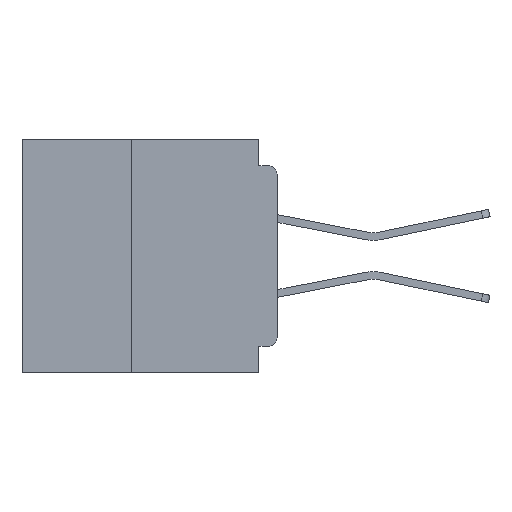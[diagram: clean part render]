
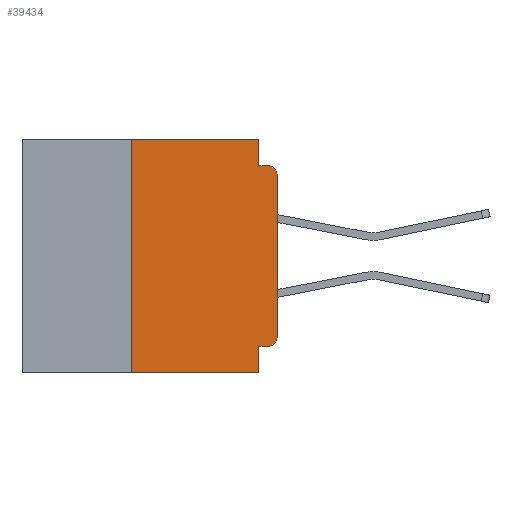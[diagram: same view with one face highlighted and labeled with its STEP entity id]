
A CAD part, left-side view. The second image highlights one B-rep face of the part: STEP entity #39434.
In plain terms, the highlighted planar face has unit normal (-1, 0, 0).
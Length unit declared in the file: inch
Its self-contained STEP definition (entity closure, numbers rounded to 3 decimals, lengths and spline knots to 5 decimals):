
#586 = VERTEX_POINT ( 'NONE', #33031 ) ;
#1173 = DIRECTION ( 'NONE',  ( 0., 1., 0. ) ) ;
#1324 = LINE ( 'NONE', #12169, #36915 ) ;
#1878 = CARTESIAN_POINT ( 'NONE',  ( 0., 0., -0.06 ) ) ;
#2046 = EDGE_CURVE ( 'NONE', #7667, #31438, #30588, .T. ) ;
#2358 = DIRECTION ( 'NONE',  ( 0., 0., -1. ) ) ;
#2542 = ORIENTED_EDGE ( 'NONE', *, *, #16423, .F. ) ;
#2681 = CARTESIAN_POINT ( 'NONE',  ( 0., 0.031, -0.4 ) ) ;
#3884 = VECTOR ( 'NONE', #1173, 39.37008 ) ;
#4450 = PLANE ( 'NONE',  #36813 ) ;
#5146 = CARTESIAN_POINT ( 'NONE',  ( 0., 0.031, -0.355 ) ) ;
#5546 = VERTEX_POINT ( 'NONE', #2681 ) ;
#5564 = CARTESIAN_POINT ( 'NONE',  ( 0., 0.25, 0. ) ) ;
#5817 = EDGE_LOOP ( 'NONE', ( #23150, #23571, #10894, #39530, #26649, #13472, #39073, #39770, #2542, #14745 ) ) ;
#6156 = CIRCLE ( 'NONE', #7111, 0.015 ) ;
#7111 = AXIS2_PLACEMENT_3D ( 'NONE', #43476, #23162, #2358 ) ;
#7653 = VERTEX_POINT ( 'NONE', #27938 ) ;
#7667 = VERTEX_POINT ( 'NONE', #24509 ) ;
#7760 = DIRECTION ( 'NONE',  ( 0., -1., 0. ) ) ;
#7979 = CARTESIAN_POINT ( 'NONE',  ( 0., 0.437, 0. ) ) ;
#8213 = DIRECTION ( 'NONE',  ( 0., 0., 1. ) ) ;
#8390 = VECTOR ( 'NONE', #8213, 39.37008 ) ;
#10636 = CARTESIAN_POINT ( 'NONE',  ( 0., 0., -0.045 ) ) ;
#10848 = CARTESIAN_POINT ( 'NONE',  ( 0., 0.437, -0.4 ) ) ;
#10894 = ORIENTED_EDGE ( 'NONE', *, *, #12468, .F. ) ;
#11331 = EDGE_CURVE ( 'NONE', #12619, #5546, #34113, .T. ) ;
#11409 = VECTOR ( 'NONE', #34845, 39.37008 ) ;
#11461 = DIRECTION ( 'NONE',  ( 1., 0., 0. ) ) ;
#12169 = CARTESIAN_POINT ( 'NONE',  ( 0., 0.25, -0.4 ) ) ;
#12468 = EDGE_CURVE ( 'NONE', #31438, #7653, #37624, .T. ) ;
#12619 = VERTEX_POINT ( 'NONE', #5146 ) ;
#13161 = LINE ( 'NONE', #15059, #3884 ) ;
#13472 = ORIENTED_EDGE ( 'NONE', *, *, #43512, .F. ) ;
#13599 = LINE ( 'NONE', #10848, #11409 ) ;
#13741 = CARTESIAN_POINT ( 'NONE',  ( 0., 0., -0.34 ) ) ;
#14144 = DIRECTION ( 'NONE',  ( 0., -1., 0. ) ) ;
#14584 = FACE_OUTER_BOUND ( 'NONE', #5817, .T. ) ;
#14745 = ORIENTED_EDGE ( 'NONE', *, *, #27066, .T. ) ;
#15059 = CARTESIAN_POINT ( 'NONE',  ( 0., 0., -0.355 ) ) ;
#15230 = VERTEX_POINT ( 'NONE', #5564 ) ;
#15292 = DIRECTION ( 'NONE',  ( 0., 0., -1. ) ) ;
#16423 = EDGE_CURVE ( 'NONE', #32531, #12619, #13161, .T. ) ;
#17153 = DIRECTION ( 'NONE',  ( -1., 0., 0. ) ) ;
#18505 = VERTEX_POINT ( 'NONE', #1878 ) ;
#19732 = DIRECTION ( 'NONE',  ( 0., 0., 1. ) ) ;
#21769 = EDGE_CURVE ( 'NONE', #18505, #7653, #40972, .T. ) ;
#21945 = EDGE_CURVE ( 'NONE', #15230, #7667, #41470, .T. ) ;
#23135 = VERTEX_POINT ( 'NONE', #13741 ) ;
#23150 = ORIENTED_EDGE ( 'NONE', *, *, #32795, .T. ) ;
#23162 = DIRECTION ( 'NONE',  ( -1., 0., 0. ) ) ;
#23571 = ORIENTED_EDGE ( 'NONE', *, *, #21769, .T. ) ;
#24509 = CARTESIAN_POINT ( 'NONE',  ( 0., 0.031, 0. ) ) ;
#25082 = CARTESIAN_POINT ( 'NONE',  ( 0., 0.031, -0.045 ) ) ;
#26649 = ORIENTED_EDGE ( 'NONE', *, *, #21945, .F. ) ;
#27066 = EDGE_CURVE ( 'NONE', #32531, #23135, #6156, .T. ) ;
#27816 = LINE ( 'NONE', #42332, #8390 ) ;
#27938 = CARTESIAN_POINT ( 'NONE',  ( 0., 0.015, -0.045 ) ) ;
#28403 = CARTESIAN_POINT ( 'NONE',  ( 0., 0.437, 0. ) ) ;
#29462 = AXIS2_PLACEMENT_3D ( 'NONE', #37641, #17153, #41018 ) ;
#29517 = VECTOR ( 'NONE', #38790, 39.37008 ) ;
#30588 = LINE ( 'NONE', #36341, #29517 ) ;
#30708 = VECTOR ( 'NONE', #14144, 39.37008 ) ;
#31438 = VERTEX_POINT ( 'NONE', #25082 ) ;
#32531 = VERTEX_POINT ( 'NONE', #37797 ) ;
#32795 = EDGE_CURVE ( 'NONE', #23135, #18505, #27816, .T. ) ;
#33031 = CARTESIAN_POINT ( 'NONE',  ( 0., 0.25, -0.4 ) ) ;
#33527 = VECTOR ( 'NONE', #7760, 39.37008 ) ;
#34113 = LINE ( 'NONE', #39202, #44161 ) ;
#34845 = DIRECTION ( 'NONE',  ( 0., -1., 0. ) ) ;
#35461 = DIRECTION ( 'NONE',  ( 0., 0., -1. ) ) ;
#35978 = EDGE_CURVE ( 'NONE', #586, #5546, #13599, .T. ) ;
#36341 = CARTESIAN_POINT ( 'NONE',  ( 0., 0.031, 0. ) ) ;
#36813 = AXIS2_PLACEMENT_3D ( 'NONE', #7979, #11461, #35461 ) ;
#36915 = VECTOR ( 'NONE', #19732, 39.37008 ) ;
#37624 = LINE ( 'NONE', #10636, #30708 ) ;
#37641 = CARTESIAN_POINT ( 'NONE',  ( 0., 0.015, -0.06 ) ) ;
#37797 = CARTESIAN_POINT ( 'NONE',  ( 0., 0.015, -0.355 ) ) ;
#38790 = DIRECTION ( 'NONE',  ( 0., 0., -1. ) ) ;
#39073 = ORIENTED_EDGE ( 'NONE', *, *, #35978, .T. ) ;
#39202 = CARTESIAN_POINT ( 'NONE',  ( 0., 0.031, -0.4 ) ) ;
#39434 = ADVANCED_FACE ( 'NONE', ( #14584 ), #4450, .F. ) ;
#39530 = ORIENTED_EDGE ( 'NONE', *, *, #2046, .F. ) ;
#39770 = ORIENTED_EDGE ( 'NONE', *, *, #11331, .F. ) ;
#40972 = CIRCLE ( 'NONE', #29462, 0.015 ) ;
#41018 = DIRECTION ( 'NONE',  ( 0., 0., -1. ) ) ;
#41470 = LINE ( 'NONE', #28403, #33527 ) ;
#42332 = CARTESIAN_POINT ( 'NONE',  ( 0., 0., 0. ) ) ;
#43476 = CARTESIAN_POINT ( 'NONE',  ( 0., 0.015, -0.34 ) ) ;
#43512 = EDGE_CURVE ( 'NONE', #586, #15230, #1324, .T. ) ;
#44161 = VECTOR ( 'NONE', #15292, 39.37008 ) ;
